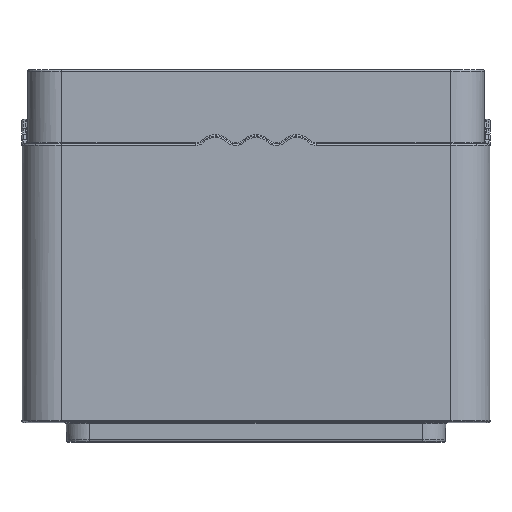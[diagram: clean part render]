
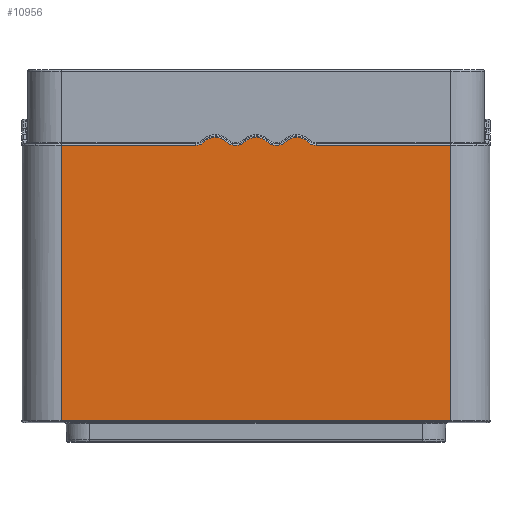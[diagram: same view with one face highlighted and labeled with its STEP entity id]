
A CAD part, top view. The second image highlights one B-rep face of the part: STEP entity #10956.
In plain terms, the highlighted planar face has unit normal (0, 0, 1).
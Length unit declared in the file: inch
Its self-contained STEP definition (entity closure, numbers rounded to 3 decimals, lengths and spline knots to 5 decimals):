
#1381=CARTESIAN_POINT('',(0.,-2.1175,7.475));
#1382=DIRECTION('',(0.,0.,1.));
#1383=DIRECTION('',(0.678,0.735,0.));
#1384=AXIS2_PLACEMENT_3D('',#1381,#1382,#1383);
#1391=DIRECTION('',(-1.,0.,0.));
#1392=VECTOR('',#1391,3.43733);
#1393=CARTESIAN_POINT('',(-1.53767,-1.9347,
7.475));
#1394=LINE('',#1393,#1392);
#1395=CARTESIAN_POINT('',(-1.3048,-1.84052,
7.475));
#1396=CARTESIAN_POINT('',(-1.31037,-1.84591,
7.475));
#1397=CARTESIAN_POINT('',(-1.32188,-1.85629,
7.475));
#1398=CARTESIAN_POINT('',(-1.34033,-1.87074,
7.475));
#1399=CARTESIAN_POINT('',(-1.35978,-1.88389,
7.475));
#1400=CARTESIAN_POINT('',(-1.38012,-1.89565,
7.475));
#1401=CARTESIAN_POINT('',(-1.40119,-1.90593,
7.475));
#1402=CARTESIAN_POINT('',(-1.4229,-1.91471,
7.475));
#1403=CARTESIAN_POINT('',(-1.4452,-1.92197,
7.475));
#1404=CARTESIAN_POINT('',(-1.468,-1.92765,
7.475));
#1405=CARTESIAN_POINT('',(-1.49112,-1.93172,
7.475));
#1406=CARTESIAN_POINT('',(-1.51442,-1.93416,
7.475));
#1407=CARTESIAN_POINT('',(-1.52991,-1.9347,
7.475));
#1408=CARTESIAN_POINT('',(-1.53767,-1.9347,
7.475));
#1410=CARTESIAN_POINT('',(-1.03695,-2.1175,7.475));
#1411=DIRECTION('',(0.,0.,1.));
#1412=DIRECTION('',(0.678,0.735,0.));
#1413=AXIS2_PLACEMENT_3D('',#1410,#1411,#1412);
#1415=CARTESIAN_POINT('',(-0.51848,-1.555,7.475));
#1416=DIRECTION('',(0.,0.,-1.));
#1417=DIRECTION('',(0.678,-0.735,0.));
#1418=AXIS2_PLACEMENT_3D('',#1415,#1416,#1417);
#1420=CARTESIAN_POINT('',(0.51848,-1.555,7.475));
#1421=DIRECTION('',(0.,0.,1.));
#1422=DIRECTION('',(-0.678,-0.735,0.));
#1423=AXIS2_PLACEMENT_3D('',#1420,#1421,#1422);
#1425=CARTESIAN_POINT('',(1.03695,-2.1175,7.475));
#1426=DIRECTION('',(0.,0.,-1.));
#1427=DIRECTION('',(-0.678,0.735,0.));
#1428=AXIS2_PLACEMENT_3D('',#1425,#1426,#1427);
#1430=CARTESIAN_POINT('',(1.3048,-1.84052,7.475));
#1431=CARTESIAN_POINT('',(1.31037,-1.84591,7.475));
#1432=CARTESIAN_POINT('',(1.32188,-1.85629,7.475));
#1433=CARTESIAN_POINT('',(1.34033,-1.87074,7.475));
#1434=CARTESIAN_POINT('',(1.35978,-1.88389,7.475));
#1435=CARTESIAN_POINT('',(1.38012,-1.89565,7.475));
#1436=CARTESIAN_POINT('',(1.40119,-1.90593,7.475));
#1437=CARTESIAN_POINT('',(1.4229,-1.91471,7.475));
#1438=CARTESIAN_POINT('',(1.4452,-1.92197,7.475));
#1439=CARTESIAN_POINT('',(1.468,-1.92765,7.475));
#1440=CARTESIAN_POINT('',(1.49112,-1.93172,7.475));
#1441=CARTESIAN_POINT('',(1.51442,-1.93416,7.475));
#1442=CARTESIAN_POINT('',(1.52991,-1.9347,7.475));
#1443=CARTESIAN_POINT('',(1.53767,-1.9347,7.475));
#1445=DIRECTION('',(1.,0.,0.));
#1446=VECTOR('',#1445,3.43733);
#1447=CARTESIAN_POINT('',(1.53767,-1.9347,7.475));
#1448=LINE('',#1447,#1446);
#1458=DIRECTION('',(1.,0.,0.));
#1459=VECTOR('',#1458,9.95);
#1460=CARTESIAN_POINT('',(-4.975,-8.965,7.475));
#1461=LINE('',#1460,#1459);
#3681=DIRECTION('',(0.,1.,0.));
#3682=VECTOR('',#3681,7.0303);
#3683=CARTESIAN_POINT('',(-4.975,-8.965,7.475));
#3684=LINE('',#3683,#3682);
#5858=DIRECTION('',(0.,1.,0.));
#5859=VECTOR('',#5858,7.0303);
#5860=CARTESIAN_POINT('',(4.975,-8.965,7.475));
#5861=LINE('',#5860,#5859);
#7483=CARTESIAN_POINT('',(1.53767,-1.9347,7.475));
#7484=CARTESIAN_POINT('',(4.975,-1.9347,7.475));
#7485=VERTEX_POINT('',#7483);
#7486=VERTEX_POINT('',#7484);
#7512=CARTESIAN_POINT('',(0.26114,-1.83419,7.475));
#7513=CARTESIAN_POINT('',(0.77582,-1.83419,7.475));
#7514=VERTEX_POINT('',#7512);
#7515=VERTEX_POINT('',#7513);
#7518=CARTESIAN_POINT('',(1.3048,-1.84052,7.475));
#7519=VERTEX_POINT('',#7518);
#7529=CARTESIAN_POINT('',(4.975,-8.965,7.475));
#7531=VERTEX_POINT('',#7529);
#7979=CARTESIAN_POINT('',(-1.53767,-1.9347,
7.475));
#7980=CARTESIAN_POINT('',(-4.975,-1.9347,7.475));
#7981=VERTEX_POINT('',#7979);
#7982=VERTEX_POINT('',#7980);
#8008=CARTESIAN_POINT('',(-0.26114,-1.83419,7.475));
#8009=CARTESIAN_POINT('',(-0.77582,-1.83419,7.475));
#8010=VERTEX_POINT('',#8008);
#8011=VERTEX_POINT('',#8009);
#8014=CARTESIAN_POINT('',(-1.3048,-1.84052,7.475));
#8015=VERTEX_POINT('',#8014);
#8021=CARTESIAN_POINT('',(-4.975,-8.965,7.475));
#8023=VERTEX_POINT('',#8021);
#10926=CARTESIAN_POINT('',(0.,0.,7.475));
#10927=DIRECTION('',(0.,0.,1.));
#10928=DIRECTION('',(1.,0.,0.));
#10929=AXIS2_PLACEMENT_3D('',#10926,#10927,#10928);
#10930=PLANE('',#10929);
#10932=ORIENTED_EDGE('',*,*,#10931,.F.);
#10934=ORIENTED_EDGE('',*,*,#10933,.T.);
#10936=ORIENTED_EDGE('',*,*,#10935,.F.);
#10938=ORIENTED_EDGE('',*,*,#10937,.F.);
#10940=ORIENTED_EDGE('',*,*,#10939,.F.);
#10942=ORIENTED_EDGE('',*,*,#10941,.F.);
#10943=ORIENTED_EDGE('',*,*,#10916,.F.);
#10945=ORIENTED_EDGE('',*,*,#10944,.T.);
#10947=ORIENTED_EDGE('',*,*,#10946,.T.);
#10949=ORIENTED_EDGE('',*,*,#10948,.T.);
#10951=ORIENTED_EDGE('',*,*,#10950,.T.);
#10953=ORIENTED_EDGE('',*,*,#10952,.F.);
#10954=EDGE_LOOP('',(#10932,#10934,#10936,#10938,#10940,#10942,#10943,#10945,
#10947,#10949,#10951,#10953));
#10955=FACE_OUTER_BOUND('',#10954,.F.);
#10956=ADVANCED_FACE('',(#10955),#10930,.T.);
#1385=CIRCLE('',#1384,0.3853);
#1409=B_SPLINE_CURVE_WITH_KNOTS('',3,(#1395,#1396,#1397,#1398,#1399,#1400,#1401,
#1402,#1403,#1404,#1405,#1406,#1407,#1408),.UNSPECIFIED.,.F.,.F.,(4,1,1,1,1,1,1,
1,1,1,1,4),(0.,0.09091,0.18182,0.27273,
0.36364,0.45455,0.54545,0.63636,
0.72727,0.81818,0.90909,1.),.UNSPECIFIED.);
#1414=CIRCLE('',#1413,0.3853);
#1419=CIRCLE('',#1418,0.3797);
#1424=CIRCLE('',#1423,0.3797);
#1429=CIRCLE('',#1428,0.3853);
#1444=B_SPLINE_CURVE_WITH_KNOTS('',3,(#1430,#1431,#1432,#1433,#1434,#1435,#1436,
#1437,#1438,#1439,#1440,#1441,#1442,#1443),.UNSPECIFIED.,.F.,.F.,(4,1,1,1,1,1,1,
1,1,1,1,4),(0.,0.09091,0.18182,0.27273,
0.36364,0.45455,0.54545,0.63636,
0.72727,0.81818,0.90909,1.),.UNSPECIFIED.);
#10916=EDGE_CURVE('',#7514,#8010,#1385,.T.);
#10931=EDGE_CURVE('',#8023,#7531,#1461,.T.);
#10933=EDGE_CURVE('',#8023,#7982,#3684,.T.);
#10935=EDGE_CURVE('',#7981,#7982,#1394,.T.);
#10937=EDGE_CURVE('',#8015,#7981,#1409,.T.);
#10939=EDGE_CURVE('',#8011,#8015,#1414,.T.);
#10941=EDGE_CURVE('',#8010,#8011,#1419,.T.);
#10944=EDGE_CURVE('',#7514,#7515,#1424,.T.);
#10946=EDGE_CURVE('',#7515,#7519,#1429,.T.);
#10948=EDGE_CURVE('',#7519,#7485,#1444,.T.);
#10950=EDGE_CURVE('',#7485,#7486,#1448,.T.);
#10952=EDGE_CURVE('',#7531,#7486,#5861,.T.);
